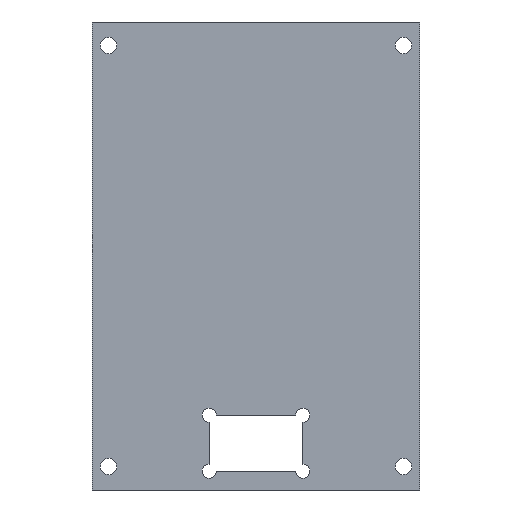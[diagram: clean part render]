
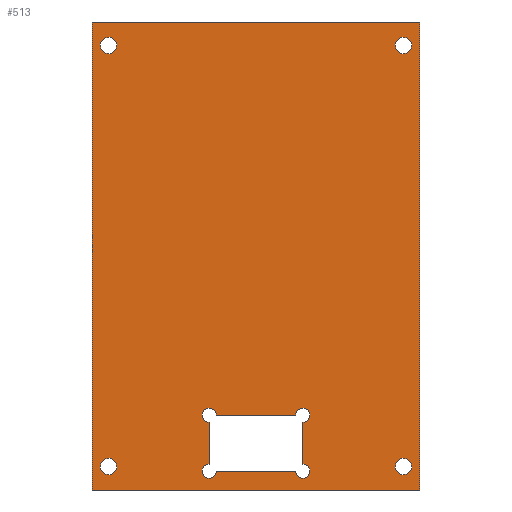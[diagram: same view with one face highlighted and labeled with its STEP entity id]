
A CAD part, front view. The second image highlights one B-rep face of the part: STEP entity #513.
In plain terms, the highlighted planar face has unit normal (0, -1, 0).
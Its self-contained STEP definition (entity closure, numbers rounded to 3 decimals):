
#21=FACE_BOUND('',#101,.T.);
#22=FACE_BOUND('',#102,.T.);
#23=FACE_BOUND('',#103,.T.);
#24=FACE_BOUND('',#104,.T.);
#25=FACE_BOUND('',#105,.T.);
#42=PLANE('',#577);
#68=FACE_OUTER_BOUND('',#100,.T.);
#100=EDGE_LOOP('',(#463,#464,#465,#466));
#101=EDGE_LOOP('',(#467));
#102=EDGE_LOOP('',(#468));
#103=EDGE_LOOP('',(#469));
#104=EDGE_LOOP('',(#470));
#105=EDGE_LOOP('',(#471,#472,#473,#474,#475,#476,#477,#478));
#110=LINE('',#747,#161);
#115=LINE('',#761,#166);
#119=LINE('',#773,#170);
#123=LINE('',#785,#174);
#126=LINE('',#795,#177);
#141=LINE('',#831,#192);
#144=LINE('',#837,#195);
#147=LINE('',#842,#198);
#161=VECTOR('',#610,10.);
#166=VECTOR('',#623,10.);
#170=VECTOR('',#635,10.);
#174=VECTOR('',#647,10.);
#177=VECTOR('',#658,10.);
#192=VECTOR('',#689,10.);
#195=VECTOR('',#694,10.);
#198=VECTOR('',#699,10.);
#208=CIRCLE('',#535,1.75);
#210=CIRCLE('',#538,1.75);
#212=CIRCLE('',#541,1.75);
#214=CIRCLE('',#544,1.75);
#216=CIRCLE('',#548,1.5);
#218=CIRCLE('',#552,1.5);
#220=CIRCLE('',#556,1.5);
#222=CIRCLE('',#560,1.5);
#226=VERTEX_POINT('',#721);
#228=VERTEX_POINT('',#727);
#230=VERTEX_POINT('',#733);
#232=VERTEX_POINT('',#739);
#234=VERTEX_POINT('',#745);
#235=VERTEX_POINT('',#746);
#238=VERTEX_POINT('',#754);
#240=VERTEX_POINT('',#760);
#242=VERTEX_POINT('',#766);
#244=VERTEX_POINT('',#772);
#246=VERTEX_POINT('',#778);
#248=VERTEX_POINT('',#784);
#250=VERTEX_POINT('',#793);
#251=VERTEX_POINT('',#794);
#264=VERTEX_POINT('',#830);
#266=VERTEX_POINT('',#836);
#272=EDGE_CURVE('',#226,#226,#208,.T.);
#275=EDGE_CURVE('',#228,#228,#210,.T.);
#278=EDGE_CURVE('',#230,#230,#212,.T.);
#281=EDGE_CURVE('',#232,#232,#214,.T.);
#284=EDGE_CURVE('',#234,#235,#110,.T.);
#288=EDGE_CURVE('',#238,#234,#216,.T.);
#291=EDGE_CURVE('',#240,#238,#115,.T.);
#294=EDGE_CURVE('',#242,#240,#218,.T.);
#297=EDGE_CURVE('',#244,#242,#119,.T.);
#300=EDGE_CURVE('',#246,#244,#220,.T.);
#303=EDGE_CURVE('',#248,#246,#123,.T.);
#306=EDGE_CURVE('',#235,#248,#222,.T.);
#308=EDGE_CURVE('',#250,#251,#126,.T.);
#325=EDGE_CURVE('',#251,#264,#141,.T.);
#328=EDGE_CURVE('',#266,#250,#144,.T.);
#331=EDGE_CURVE('',#264,#266,#147,.T.);
#463=ORIENTED_EDGE('',*,*,#331,.F.);
#464=ORIENTED_EDGE('',*,*,#325,.F.);
#465=ORIENTED_EDGE('',*,*,#308,.F.);
#466=ORIENTED_EDGE('',*,*,#328,.F.);
#467=ORIENTED_EDGE('',*,*,#272,.T.);
#468=ORIENTED_EDGE('',*,*,#275,.T.);
#469=ORIENTED_EDGE('',*,*,#278,.T.);
#470=ORIENTED_EDGE('',*,*,#281,.T.);
#471=ORIENTED_EDGE('',*,*,#306,.F.);
#472=ORIENTED_EDGE('',*,*,#284,.F.);
#473=ORIENTED_EDGE('',*,*,#288,.F.);
#474=ORIENTED_EDGE('',*,*,#291,.F.);
#475=ORIENTED_EDGE('',*,*,#294,.F.);
#476=ORIENTED_EDGE('',*,*,#297,.F.);
#477=ORIENTED_EDGE('',*,*,#300,.F.);
#478=ORIENTED_EDGE('',*,*,#303,.F.);
#513=ADVANCED_FACE('',(#68,#21,#22,#23,#24,#25),#42,.F.);
#535=AXIS2_PLACEMENT_3D('',#722,#582,#583);
#538=AXIS2_PLACEMENT_3D('',#728,#589,#590);
#541=AXIS2_PLACEMENT_3D('',#734,#596,#597);
#544=AXIS2_PLACEMENT_3D('',#740,#603,#604);
#548=AXIS2_PLACEMENT_3D('',#755,#616,#617);
#552=AXIS2_PLACEMENT_3D('',#767,#628,#629);
#556=AXIS2_PLACEMENT_3D('',#779,#640,#641);
#560=AXIS2_PLACEMENT_3D('',#790,#652,#653);
#577=AXIS2_PLACEMENT_3D('',#860,#717,#718);
#582=DIRECTION('center_axis',(0.,1.,0.));
#583=DIRECTION('ref_axis',(-1.,0.,0.));
#589=DIRECTION('center_axis',(0.,1.,0.));
#590=DIRECTION('ref_axis',(-1.,0.,0.));
#596=DIRECTION('center_axis',(0.,1.,0.));
#597=DIRECTION('ref_axis',(-1.,0.,0.));
#603=DIRECTION('center_axis',(0.,1.,0.));
#604=DIRECTION('ref_axis',(-1.,0.,0.));
#610=DIRECTION('',(0.,0.,1.));
#616=DIRECTION('center_axis',(0.,-1.,0.));
#617=DIRECTION('ref_axis',(1.,0.,0.));
#623=DIRECTION('',(1.,0.,0.));
#628=DIRECTION('center_axis',(0.,-1.,0.));
#629=DIRECTION('ref_axis',(1.,0.,0.));
#635=DIRECTION('',(0.,0.,-1.));
#640=DIRECTION('center_axis',(0.,-1.,0.));
#641=DIRECTION('ref_axis',(1.,0.,0.));
#647=DIRECTION('',(-1.,0.,0.));
#652=DIRECTION('center_axis',(0.,-1.,0.));
#653=DIRECTION('ref_axis',(1.,0.,0.));
#658=DIRECTION('',(-1.,0.,0.));
#689=DIRECTION('',(0.,0.,1.));
#694=DIRECTION('',(0.,0.,-1.));
#699=DIRECTION('',(1.,0.,0.));
#717=DIRECTION('center_axis',(0.,1.,0.));
#718=DIRECTION('ref_axis',(0.,0.,1.));
#721=CARTESIAN_POINT('',(33.25,0.,45.));
#722=CARTESIAN_POINT('Origin',(31.5,0.,45.));
#727=CARTESIAN_POINT('',(-29.75,0.,45.));
#728=CARTESIAN_POINT('Origin',(-31.5,0.,45.));
#733=CARTESIAN_POINT('',(-29.75,0.,-45.));
#734=CARTESIAN_POINT('Origin',(-31.5,0.,-45.));
#739=CARTESIAN_POINT('',(33.25,0.,-45.));
#740=CARTESIAN_POINT('Origin',(31.5,0.,-45.));
#745=CARTESIAN_POINT('',(10.,0.,-44.5));
#746=CARTESIAN_POINT('',(10.,0.,-35.5));
#747=CARTESIAN_POINT('',(10.,0.,-46.));
#754=CARTESIAN_POINT('',(8.5,0.,-46.));
#755=CARTESIAN_POINT('Origin',(10.,0.,-46.));
#760=CARTESIAN_POINT('',(-8.5,0.,-46.));
#761=CARTESIAN_POINT('',(-10.,0.,-46.));
#766=CARTESIAN_POINT('',(-10.,0.,-44.5));
#767=CARTESIAN_POINT('Origin',(-10.,0.,-46.));
#772=CARTESIAN_POINT('',(-10.,0.,-35.5));
#773=CARTESIAN_POINT('',(-10.,0.,-34.));
#778=CARTESIAN_POINT('',(-8.5,0.,-34.));
#779=CARTESIAN_POINT('Origin',(-10.,0.,-34.));
#784=CARTESIAN_POINT('',(8.5,0.,-34.));
#785=CARTESIAN_POINT('',(10.,0.,-34.));
#790=CARTESIAN_POINT('Origin',(10.,0.,-34.));
#793=CARTESIAN_POINT('',(35.,0.,-50.));
#794=CARTESIAN_POINT('',(-35.,0.,-50.));
#795=CARTESIAN_POINT('',(35.,0.,-50.));
#830=CARTESIAN_POINT('',(-35.,0.,50.));
#831=CARTESIAN_POINT('',(-35.,0.,-50.));
#836=CARTESIAN_POINT('',(35.,0.,50.));
#837=CARTESIAN_POINT('',(35.,0.,50.));
#842=CARTESIAN_POINT('',(-35.,0.,50.));
#860=CARTESIAN_POINT('Origin',(0.,0.,12.));
